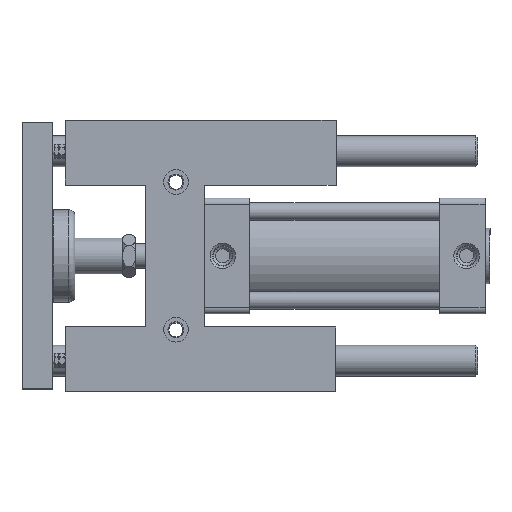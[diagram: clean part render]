
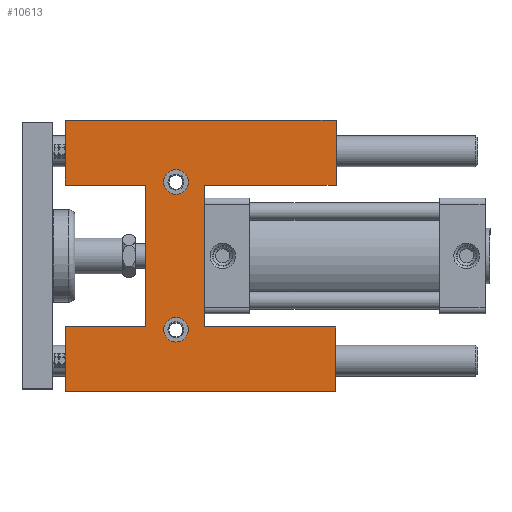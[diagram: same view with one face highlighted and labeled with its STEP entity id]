
A CAD part, top view. The second image highlights one B-rep face of the part: STEP entity #10613.
In plain terms, the highlighted planar face has unit normal (0, 0, 1).
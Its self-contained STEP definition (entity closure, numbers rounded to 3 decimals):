
#10142=CARTESIAN_POINT('',(35.,110.,57.5));
#10143=VERTEX_POINT('Vertex367',#10142);
#10144=CARTESIAN_POINT('',(255.,110.,57.5));
#10145=VERTEX_POINT('Vertex366',#10144);
#10146=CARTESIAN_POINT('',(145.,110.,57.5));
#10147=DIRECTION('',(1.,0.,0.));
#10148=VECTOR('',#10147,1.);
#10149=LINE('nurbsCrv518',#10146,#10148);
#10150=EDGE_CURVE('Edge518',#10143,#10145,#10149,.T.);
#10189=CARTESIAN_POINT('',(254.75,-110.,57.5));
#10190=VERTEX_POINT('Vertex369',#10189);
#10191=CARTESIAN_POINT('',(35.,-110.,57.5));
#10192=VERTEX_POINT('Vertex368',#10191);
#10193=CARTESIAN_POINT('',(144.875,-110.,57.5));
#10194=DIRECTION('',(-1.,0.,0.));
#10195=VECTOR('',#10194,1.);
#10196=LINE('nurbsCrv521',#10193,#10195);
#10197=EDGE_CURVE('Edge521',#10190,#10192,#10196,.T.);
#10239=CARTESIAN_POINT('',(115.,-60.,57.5));
#10240=VERTEX_POINT('Vertex370',#10239);
#10241=CARTESIAN_POINT('',(125.,-60.,57.5));
#10242=DIRECTION('',(0.,0.,-1.));
#10243=DIRECTION('',(-1.,0.,0.));
#10244=AXIS2_PLACEMENT_3D('',#10241,#10242,#10243);
#10245=CIRCLE('nurbsCrv524',#10244,10.);
#10246=EDGE_CURVE('Edge524',#10240,#10240,#10245,.T.);
#10259=CARTESIAN_POINT('',(115.,60.,57.5));
#10260=VERTEX_POINT('Vertex371',#10259);
#10261=CARTESIAN_POINT('',(125.,60.,57.5));
#10262=DIRECTION('',(0.,0.,-1.));
#10263=DIRECTION('',(-1.,0.,0.));
#10264=AXIS2_PLACEMENT_3D('',#10261,#10262,#10263);
#10265=CIRCLE('nurbsCrv525',#10264,10.);
#10266=EDGE_CURVE('Edge525',#10260,#10260,#10265,.T.);
#10276=CARTESIAN_POINT('',(255.,57.5,57.5));
#10277=VERTEX_POINT('Vertex372',#10276);
#10278=CARTESIAN_POINT('',(255.,83.75,57.5));
#10279=DIRECTION('',(0.,-1.,0.));
#10280=VECTOR('',#10279,1.);
#10281=LINE('nurbsCrv526',#10278,#10280);
#10282=EDGE_CURVE('Edge526',#10145,#10277,#10281,.T.);
#10304=CARTESIAN_POINT('',(148.,57.5,57.5));
#10305=VERTEX_POINT('Vertex373',#10304);
#10306=CARTESIAN_POINT('',(201.5,57.5,57.5));
#10307=DIRECTION('',(-1.,0.,0.));
#10308=VECTOR('',#10307,1.);
#10309=LINE('nurbsCrv528',#10306,#10308);
#10310=EDGE_CURVE('Edge528',#10277,#10305,#10309,.T.);
#10328=CARTESIAN_POINT('',(148.,-57.5,57.5));
#10329=VERTEX_POINT('Vertex374',#10328);
#10330=CARTESIAN_POINT('',(148.,0.,57.5));
#10331=DIRECTION('',(0.,-1.,0.));
#10332=VECTOR('',#10331,1.);
#10333=LINE('nurbsCrv530',#10330,#10332);
#10334=EDGE_CURVE('Edge530',#10305,#10329,#10333,.T.);
#10362=CARTESIAN_POINT('',(254.75,-57.75,57.5));
#10363=VERTEX_POINT('Vertex375',#10362);
#10364=CARTESIAN_POINT('',(201.375,-57.625,57.5));
#10365=DIRECTION('',(1.,-0.002,0.));
#10366=VECTOR('',#10365,1.);
#10367=LINE('nurbsCrv532',#10364,#10366);
#10368=EDGE_CURVE('Edge532',#10329,#10363,#10367,.T.);
#10386=CARTESIAN_POINT('',(254.75,-83.875,57.5));
#10387=DIRECTION('',(0.,-1.,0.));
#10388=VECTOR('',#10387,1.);
#10389=LINE('nurbsCrv534',#10386,#10388);
#10390=EDGE_CURVE('Edge534',#10363,#10190,#10389,.T.);
#10407=CARTESIAN_POINT('',(35.,-57.5,57.5));
#10408=VERTEX_POINT('Vertex376',#10407);
#10409=CARTESIAN_POINT('',(35.,-83.75,57.5));
#10410=DIRECTION('',(0.,1.,0.));
#10411=VECTOR('',#10410,1.);
#10412=LINE('nurbsCrv535',#10409,#10411);
#10413=EDGE_CURVE('Edge535',#10192,#10408,#10412,.T.);
#10463=CARTESIAN_POINT('',(100.,-57.5,57.5));
#10464=VERTEX_POINT('Vertex377',#10463);
#10465=CARTESIAN_POINT('',(67.5,-57.5,57.5));
#10466=DIRECTION('',(1.,0.,0.));
#10467=VECTOR('',#10466,1.);
#10468=LINE('nurbsCrv537',#10465,#10467);
#10469=EDGE_CURVE('Edge537',#10408,#10464,#10468,.T.);
#10487=CARTESIAN_POINT('',(100.,57.5,57.5));
#10488=VERTEX_POINT('Vertex378',#10487);
#10489=CARTESIAN_POINT('',(100.,0.,57.5));
#10490=DIRECTION('',(0.,1.,0.));
#10491=VECTOR('',#10490,1.);
#10492=LINE('nurbsCrv539',#10489,#10491);
#10493=EDGE_CURVE('Edge539',#10464,#10488,#10492,.T.);
#10515=CARTESIAN_POINT('',(35.,57.5,57.5));
#10516=VERTEX_POINT('Vertex379',#10515);
#10517=CARTESIAN_POINT('',(67.5,57.5,57.5));
#10518=DIRECTION('',(-1.,0.,0.));
#10519=VECTOR('',#10518,1.);
#10520=LINE('nurbsCrv541',#10517,#10519);
#10521=EDGE_CURVE('Edge541',#10488,#10516,#10520,.T.);
#10539=CARTESIAN_POINT('',(35.,83.75,57.5));
#10540=DIRECTION('',(0.,1.,0.));
#10541=VECTOR('',#10540,1.);
#10542=LINE('nurbsCrv543',#10539,#10541);
#10543=EDGE_CURVE('Edge543',#10516,#10143,#10542,.T.);
#10588=ORIENTED_EDGE('Edgeuse1076',*,*,#10282,.F.);
#10589=ORIENTED_EDGE('Edgeuse1077',*,*,#10150,.F.);
#10590=ORIENTED_EDGE('Edgeuse1078',*,*,#10543,.F.);
#10591=ORIENTED_EDGE('Edgeuse1079',*,*,#10521,.F.);
#10592=ORIENTED_EDGE('Edgeuse1080',*,*,#10493,.F.);
#10593=ORIENTED_EDGE('Edgeuse1081',*,*,#10469,.F.);
#10594=ORIENTED_EDGE('Edgeuse1082',*,*,#10413,.F.);
#10595=ORIENTED_EDGE('Edgeuse1083',*,*,#10197,.F.);
#10596=ORIENTED_EDGE('Edgeuse1084',*,*,#10390,.F.);
#10597=ORIENTED_EDGE('Edgeuse1085',*,*,#10368,.F.);
#10598=ORIENTED_EDGE('Edgeuse1086',*,*,#10334,.F.);
#10599=ORIENTED_EDGE('Edgeuse1087',*,*,#10310,.F.);
#10600=EDGE_LOOP('',(#10588,#10589,#10590,#10591,#10592,#10593,#10594,#10595,
#10596,#10597,#10598,#10599));
#10601=FACE_OUTER_BOUND('',#10600,.T.);
#10602=ORIENTED_EDGE('Edgeuse1074',*,*,#10246,.T.);
#10603=EDGE_LOOP('',(#10602));
#10604=FACE_BOUND('',#10603,.T.);
#10605=ORIENTED_EDGE('Edgeuse1075',*,*,#10266,.T.);
#10606=EDGE_LOOP('',(#10605));
#10607=FACE_BOUND('',#10606,.T.);
#10608=CARTESIAN_POINT('',(145.,0.,57.5));
#10609=DIRECTION('',(0.,0.,1.));
#10610=DIRECTION('',(-1.,0.,0.));
#10611=AXIS2_PLACEMENT_3D('',#10608,#10609,#10610);
#10612=PLANE('nurbsSrf220',#10611);
#10613=ADVANCED_FACE('Face220',(#10601,#10604,#10607),#10612,.T.);
